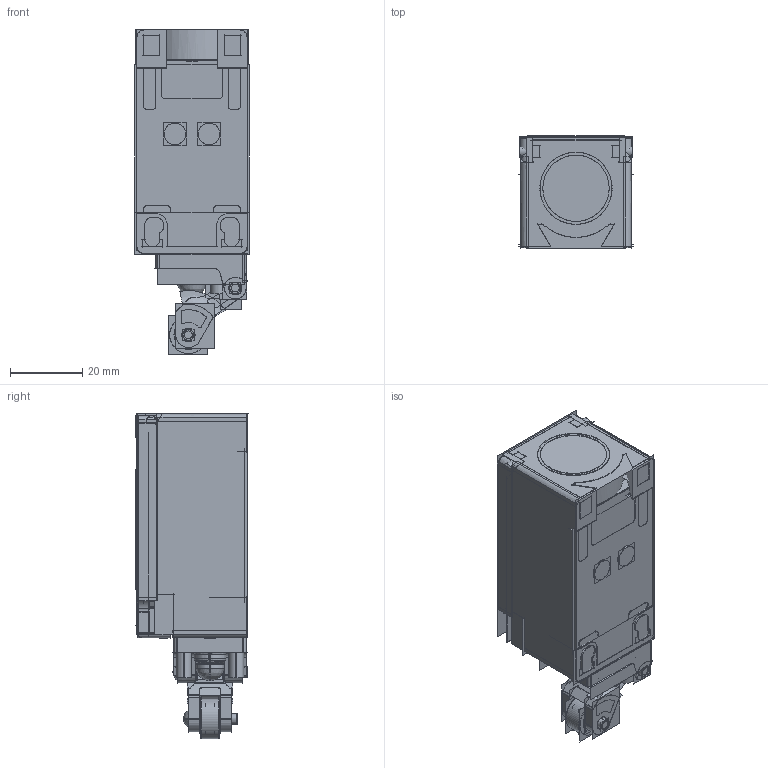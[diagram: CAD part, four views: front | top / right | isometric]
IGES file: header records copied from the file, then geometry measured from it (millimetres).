
Start section:  PTC IGES file: 212893.igs
Global section: file name: 212893.igs; native system: Creo Parametric by PTC Inc.; preprocessor: 2019292; author: PDMAdmin; organization: Unknown; date: 20191220.112338; units: millimetre
Bounding box: 31.72 x 31.14 x 90.21 mm (x, y, z)
Volume: 38627.4 mm3; surface area: 231868.4 mm2
Topology: 15 solids, 20 shells, 2686 faces, 15979 edges, 21661 vertices
Faces by surface type: revolution 1346, bspline 1340
